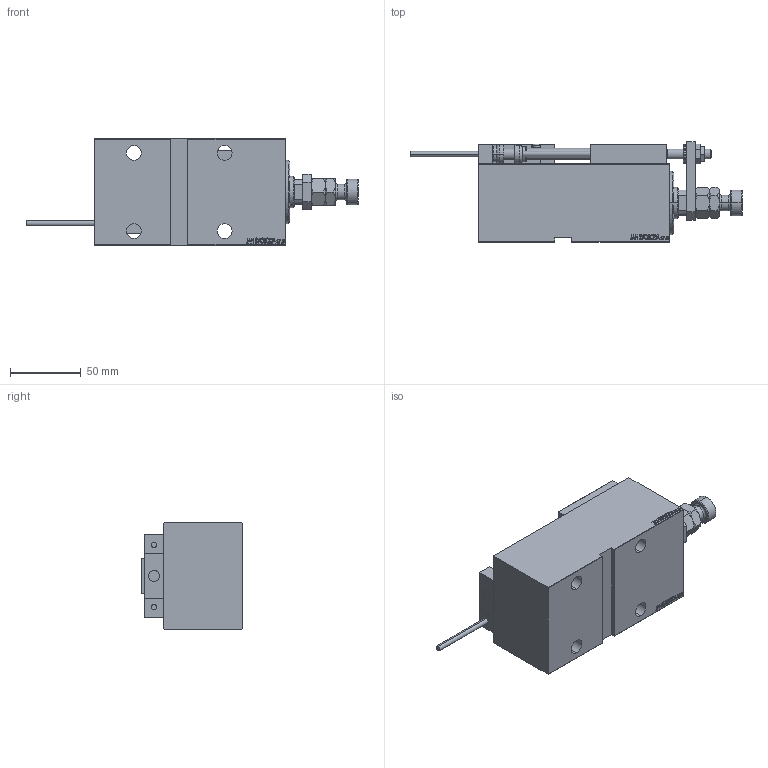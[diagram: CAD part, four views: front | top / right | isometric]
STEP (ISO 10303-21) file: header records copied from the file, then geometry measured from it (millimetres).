
FILE_DESCRIPTION (( 'STEP AP203' ), '1' );
FILE_NAME ('3049.STEP', '2022-06-05T13:44:06', ( '' ), ( '' ), 'SwSTEP 2.0', 'SolidWorks 2019', '' );
FILE_SCHEMA (( 'CONFIG_CONTROL_DESIGN' ));
Length unit declared in the file: millimetre
Products named in the file (17): V450CM_E_VCP dd793285cbdbed437b1c9fb0693f6b24; X_Y_MFA dd793285cbdbed437b1c9fb0693f6b24; ZARAZKA dd793285cbdbed437b1c9fb0693f6b24; SWITCH_X_FRONT_BACK dd793285cbdbed437b1c9fb0693f6b24; V450CM_E_Body dd793285cbdbed437b1c9fb0693f6b24; KONCOVKA dd793285cbdbed437b1c9fb0693f6b24; 3049; MAGNET dd793285cbdbed437b1c9fb0693f6b24; ALLEN BOLT D8 dd793285cbdbed437b1c9fb0693f6b24; SWITCH X dd793285cbdbed437b1c9fb0693f6b24; Block dd793285cbdbed437b1c9fb0693f6b24; NUT_D10 dd793285cbdbed437b1c9fb0693f6b24; SWITCH DIM B,W dd793285cbdbed437b1c9fb0693f6b24; TYC_L79 dd793285cbdbed437b1c9fb0693f6b24; NUT_D12 dd793285cbdbed437b1c9fb0693f6b24; V450CM_VC_B dd793285cbdbed437b1c9fb0693f6b24; ALLEN BOLT D5 dd793285cbdbed437b1c9fb0693f6b24
Assembly tree (26 placements, depth 3):
  3049
    V450CM_E_Body dd793285cbdbed437b1c9fb0693f6b24
    V450CM_E_VCP dd793285cbdbed437b1c9fb0693f6b24
    V450CM_VC_B dd793285cbdbed437b1c9fb0693f6b24
    SWITCH X dd793285cbdbed437b1c9fb0693f6b24
      SWITCH_X_FRONT_BACK dd793285cbdbed437b1c9fb0693f6b24  x2
      TYC_L79 dd793285cbdbed437b1c9fb0693f6b24
      Block dd793285cbdbed437b1c9fb0693f6b24  x2
      ALLEN BOLT D5 dd793285cbdbed437b1c9fb0693f6b24  x4
      ALLEN BOLT D8 dd793285cbdbed437b1c9fb0693f6b24  x4
      MAGNET dd793285cbdbed437b1c9fb0693f6b24  x2
      KONCOVKA dd793285cbdbed437b1c9fb0693f6b24  x2
    SWITCH DIM B,W dd793285cbdbed437b1c9fb0693f6b24
    ZARAZKA dd793285cbdbed437b1c9fb0693f6b24
    NUT_D10 dd793285cbdbed437b1c9fb0693f6b24
    NUT_D12 dd793285cbdbed437b1c9fb0693f6b24
    X_Y_MFA dd793285cbdbed437b1c9fb0693f6b24
Bounding box: 234 x 70.5 x 75 mm (x, y, z)
Volume: 553362.4 mm3; surface area: 111279.3 mm2
Topology: 25 solids, 25 shells, 1329 faces, 3170 edges, 2016 vertices
Faces by surface type: plane 582, bspline 380, cylinder 174, cone 141, torus 48, sphere 4
Entity records: 51254 total; most frequent: CARTESIAN_POINT 25882, ORIENTED_EDGE 5360, DIRECTION 3615, EDGE_CURVE 2680, VERTEX_POINT 1740, LINE 1517, VECTOR 1517, EDGE_LOOP 1234
